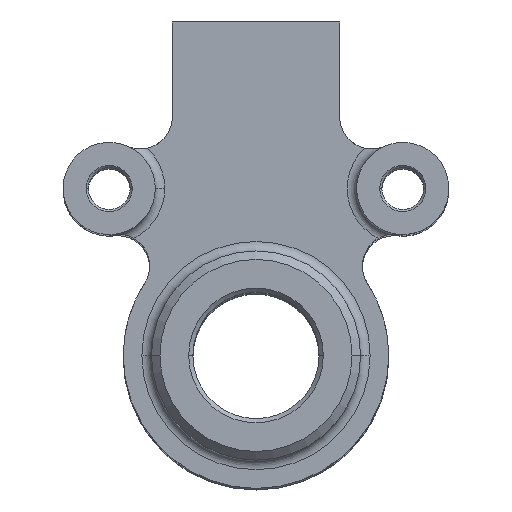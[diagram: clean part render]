
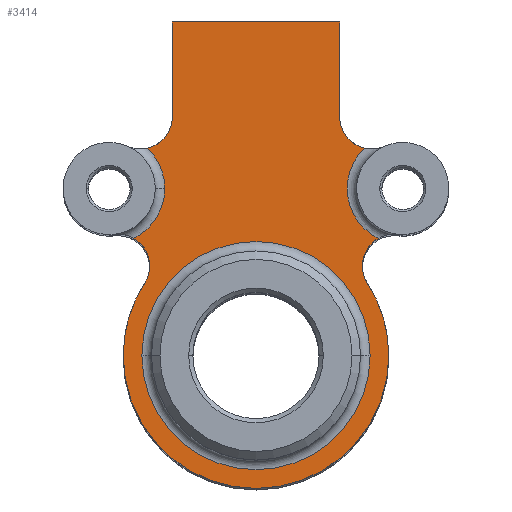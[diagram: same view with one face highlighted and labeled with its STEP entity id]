
A CAD part, top view. The second image highlights one B-rep face of the part: STEP entity #3414.
In plain terms, the highlighted planar face has unit normal (0, 0, 1).
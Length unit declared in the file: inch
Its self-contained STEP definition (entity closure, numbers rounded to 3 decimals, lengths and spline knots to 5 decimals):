
#18 = DIRECTION ( 'NONE',  ( 1., 0., 0. ) ) ;
#19 = ORIENTED_EDGE ( 'NONE', *, *, #2510, .F. ) ;
#37 = VERTEX_POINT ( 'NONE', #3147 ) ;
#38 = CARTESIAN_POINT ( 'NONE',  ( -0.57547, 0.55169, 0.197 ) ) ;
#42 = DIRECTION ( 'NONE',  ( 0., 0., -1. ) ) ;
#47 = VERTEX_POINT ( 'NONE', #305 ) ;
#105 = ORIENTED_EDGE ( 'NONE', *, *, #1374, .T. ) ;
#165 = CARTESIAN_POINT ( 'NONE',  ( 0.544, 1.12266, 0.197 ) ) ;
#184 = CIRCLE ( 'NONE', #2819, 0.625 ) ;
#193 = EDGE_CURVE ( 'NONE', #947, #3516, #1251, .T. ) ;
#215 = CARTESIAN_POINT ( 'NONE',  ( 0.625, 0., 0.197 ) ) ;
#272 = CARTESIAN_POINT ( 'NONE',  ( 0.51111, 0.97631, 0.197 ) ) ;
#287 = CARTESIAN_POINT ( 'NONE',  ( 0.394, 1.57, 0.197 ) ) ;
#305 = CARTESIAN_POINT ( 'NONE',  ( -0.394, 1.57, 0.197 ) ) ;
#309 = DIRECTION ( 'NONE',  ( -1., 0., 0. ) ) ;
#357 = DIRECTION ( 'NONE',  ( 0., 0., 1. ) ) ;
#360 = EDGE_CURVE ( 'NONE', #37, #884, #1568, .T. ) ;
#364 = EDGE_CURVE ( 'NONE', #1940, #751, #1079, .T. ) ;
#381 = VECTOR ( 'NONE', #1519, 39.37008 ) ;
#457 = DIRECTION ( 'NONE',  ( 1., 0., 0. ) ) ;
#475 = DIRECTION ( 'NONE',  ( 0., 0., -1. ) ) ;
#481 = DIRECTION ( 'NONE',  ( 0., 1., 0. ) ) ;
#566 = DIRECTION ( 'NONE',  ( 0., 0., 1. ) ) ;
#577 = AXIS2_PLACEMENT_3D ( 'NONE', #881, #2875, #1168 ) ;
#609 = AXIS2_PLACEMENT_3D ( 'NONE', #3419, #1714, #18 ) ;
#614 = ORIENTED_EDGE ( 'NONE', *, *, #625, .T. ) ;
#625 = EDGE_CURVE ( 'NONE', #37, #1828, #1039, .T. ) ;
#626 = CIRCLE ( 'NONE', #871, 0.2616 ) ;
#664 = EDGE_CURVE ( 'NONE', #3369, #2800, #184, .T. ) ;
#751 = VERTEX_POINT ( 'NONE', #2523 ) ;
#754 = AXIS2_PLACEMENT_3D ( 'NONE', #1742, #42, #2026 ) ;
#766 = CARTESIAN_POINT ( 'NONE',  ( 0.691, 0.78639, 0.197 ) ) ;
#772 = CARTESIAN_POINT ( 'NONE',  ( -0.691, 0.78639, 0.197 ) ) ;
#827 = CARTESIAN_POINT ( 'NONE',  ( 0., 0., 0.197 ) ) ;
#846 = LINE ( 'NONE', #1317, #3027 ) ;
#854 = ORIENTED_EDGE ( 'NONE', *, *, #193, .T. ) ;
#861 = VERTEX_POINT ( 'NONE', #1096 ) ;
#871 = AXIS2_PLACEMENT_3D ( 'NONE', #766, #2758, #1057 ) ;
#874 = DIRECTION ( 'NONE',  ( 0., 0., 1. ) ) ;
#881 = CARTESIAN_POINT ( 'NONE',  ( -0.544, 1.12266, 0.197 ) ) ;
#884 = VERTEX_POINT ( 'NONE', #1446 ) ;
#947 = VERTEX_POINT ( 'NONE', #215 ) ;
#1039 = CIRCLE ( 'NONE', #2633, 0.2616 ) ;
#1057 = DIRECTION ( 'NONE',  ( 1., 0., 0. ) ) ;
#1079 = CIRCLE ( 'NONE', #754, 0.537 ) ;
#1096 = CARTESIAN_POINT ( 'NONE',  ( 0.50025, 0.42166, 0.197 ) ) ;
#1139 = DIRECTION ( 'NONE',  ( 0., 0., -1. ) ) ;
#1168 = DIRECTION ( 'NONE',  ( 1., 0., 0. ) ) ;
#1225 = CARTESIAN_POINT ( 'NONE',  ( -0.394, 0., 0.197 ) ) ;
#1226 = CARTESIAN_POINT ( 'NONE',  ( -0.691, 0.78639, 0.197 ) ) ;
#1251 = CIRCLE ( 'NONE', #2368, 0.625 ) ;
#1284 = CIRCLE ( 'NONE', #2356, 0.15 ) ;
#1300 = VECTOR ( 'NONE', #309, 39.37008 ) ;
#1317 = CARTESIAN_POINT ( 'NONE',  ( 0.394, 0., 0.197 ) ) ;
#1330 = EDGE_CURVE ( 'NONE', #861, #3516, #1823, .T. ) ;
#1354 = VERTEX_POINT ( 'NONE', #272 ) ;
#1371 = CARTESIAN_POINT ( 'NONE',  ( -0.5244, 0.34005, 0.197 ) ) ;
#1374 = EDGE_CURVE ( 'NONE', #751, #1940, #3250, .T. ) ;
#1376 = VERTEX_POINT ( 'NONE', #287 ) ;
#1393 = AXIS2_PLACEMENT_3D ( 'NONE', #827, #2041, #1964 ) ;
#1420 = EDGE_LOOP ( 'NONE', ( #3642, #614, #2235, #2639, #1683, #3520, #854, #2263, #3293, #2023, #2663, #1520, #3443, #19 ) ) ;
#1443 = CIRCLE ( 'NONE', #3252, 0.625 ) ;
#1446 = CARTESIAN_POINT ( 'NONE',  ( -0.394, 1.12266, 0.197 ) ) ;
#1449 = CARTESIAN_POINT ( 'NONE',  ( 0.394, 1.12266, 0.197 ) ) ;
#1504 = CIRCLE ( 'NONE', #3652, 0.15 ) ;
#1519 = DIRECTION ( 'NONE',  ( 0., 1., 0. ) ) ;
#1520 = ORIENTED_EDGE ( 'NONE', *, *, #1674, .T. ) ;
#1522 = DIRECTION ( 'NONE',  ( 1., 0., 0. ) ) ;
#1544 = CARTESIAN_POINT ( 'NONE',  ( 0., 0., 0.197 ) ) ;
#1568 = CIRCLE ( 'NONE', #577, 0.15 ) ;
#1577 = EDGE_CURVE ( 'NONE', #2173, #1354, #1284, .T. ) ;
#1607 = ORIENTED_EDGE ( 'NONE', *, *, #364, .T. ) ;
#1654 = CARTESIAN_POINT ( 'NONE',  ( 0.57547, 0.55169, 0.197 ) ) ;
#1672 = CARTESIAN_POINT ( 'NONE',  ( 0., 0., 0.197 ) ) ;
#1674 = EDGE_CURVE ( 'NONE', #2173, #1376, #846, .T. ) ;
#1683 = ORIENTED_EDGE ( 'NONE', *, *, #664, .T. ) ;
#1687 = PLANE ( 'NONE',  #1393 ) ;
#1714 = DIRECTION ( 'NONE',  ( 0., 0., 1. ) ) ;
#1733 = AXIS2_PLACEMENT_3D ( 'NONE', #1226, #3227, #1522 ) ;
#1742 = CARTESIAN_POINT ( 'NONE',  ( 0., 0., 0.197 ) ) ;
#1753 = CARTESIAN_POINT ( 'NONE',  ( 0.5244, 0.34005, 0.197 ) ) ;
#1773 = CARTESIAN_POINT ( 'NONE',  ( 0., 0., 0.197 ) ) ;
#1821 = DIRECTION ( 'NONE',  ( 1., 0., 0. ) ) ;
#1822 = CARTESIAN_POINT ( 'NONE',  ( -0.4294, 0.78639, 0.197 ) ) ;
#1823 = CIRCLE ( 'NONE', #2422, 0.15 ) ;
#1828 = VERTEX_POINT ( 'NONE', #1822 ) ;
#1888 = LINE ( 'NONE', #1225, #381 ) ;
#1924 = CARTESIAN_POINT ( 'NONE',  ( -0.625, 0., 0.197 ) ) ;
#1939 = DIRECTION ( 'NONE',  ( 1., 0., 0. ) ) ;
#1940 = VERTEX_POINT ( 'NONE', #3574 ) ;
#1964 = DIRECTION ( 'NONE',  ( 1., 0., 0. ) ) ;
#1969 = CIRCLE ( 'NONE', #609, 0.15 ) ;
#1994 = EDGE_CURVE ( 'NONE', #2060, #1354, #626, .T. ) ;
#2008 = CARTESIAN_POINT ( 'NONE',  ( 0., 1.57, 0.197 ) ) ;
#2023 = ORIENTED_EDGE ( 'NONE', *, *, #1994, .T. ) ;
#2026 = DIRECTION ( 'NONE',  ( 1., 0., 0. ) ) ;
#2041 = DIRECTION ( 'NONE',  ( 0., 0., 1. ) ) ;
#2060 = VERTEX_POINT ( 'NONE', #1654 ) ;
#2119 = EDGE_CURVE ( 'NONE', #2060, #861, #1969, .T. ) ;
#2146 = EDGE_CURVE ( 'NONE', #1376, #47, #3492, .T. ) ;
#2162 = DIRECTION ( 'NONE',  ( 0., 0., 1. ) ) ;
#2173 = VERTEX_POINT ( 'NONE', #1449 ) ;
#2235 = ORIENTED_EDGE ( 'NONE', *, *, #3024, .T. ) ;
#2263 = ORIENTED_EDGE ( 'NONE', *, *, #1330, .F. ) ;
#2269 = CARTESIAN_POINT ( 'NONE',  ( 0.65025, 0.42166, 0.197 ) ) ;
#2295 = CIRCLE ( 'NONE', #1733, 0.2616 ) ;
#2356 = AXIS2_PLACEMENT_3D ( 'NONE', #165, #2162, #457 ) ;
#2368 = AXIS2_PLACEMENT_3D ( 'NONE', #1672, #3649, #1939 ) ;
#2392 = EDGE_CURVE ( 'NONE', #3369, #3512, #1504, .T. ) ;
#2422 = AXIS2_PLACEMENT_3D ( 'NONE', #2269, #566, #2554 ) ;
#2510 = EDGE_CURVE ( 'NONE', #884, #47, #1888, .T. ) ;
#2523 = CARTESIAN_POINT ( 'NONE',  ( -0.537, 0., 0.197 ) ) ;
#2554 = DIRECTION ( 'NONE',  ( 1., 0., 0. ) ) ;
#2577 = CARTESIAN_POINT ( 'NONE',  ( -0.65025, 0.42166, 0.197 ) ) ;
#2633 = AXIS2_PLACEMENT_3D ( 'NONE', #772, #475, #2749 ) ;
#2639 = ORIENTED_EDGE ( 'NONE', *, *, #2392, .F. ) ;
#2663 = ORIENTED_EDGE ( 'NONE', *, *, #1577, .F. ) ;
#2709 = EDGE_LOOP ( 'NONE', ( #1607, #105 ) ) ;
#2729 = FACE_BOUND ( 'NONE', #2709, .T. ) ;
#2749 = DIRECTION ( 'NONE',  ( 1., 0., 0. ) ) ;
#2758 = DIRECTION ( 'NONE',  ( 0., 0., -1. ) ) ;
#2797 = AXIS2_PLACEMENT_3D ( 'NONE', #2844, #1139, #3138 ) ;
#2800 = VERTEX_POINT ( 'NONE', #1924 ) ;
#2819 = AXIS2_PLACEMENT_3D ( 'NONE', #1773, #357, #3219 ) ;
#2821 = FACE_OUTER_BOUND ( 'NONE', #1420, .T. ) ;
#2844 = CARTESIAN_POINT ( 'NONE',  ( 0., 0., 0.197 ) ) ;
#2862 = DIRECTION ( 'NONE',  ( 1., 0., 0. ) ) ;
#2875 = DIRECTION ( 'NONE',  ( 0., 0., 1. ) ) ;
#3024 = EDGE_CURVE ( 'NONE', #1828, #3512, #2295, .T. ) ;
#3027 = VECTOR ( 'NONE', #481, 39.37008 ) ;
#3105 = EDGE_CURVE ( 'NONE', #2800, #947, #1443, .T. ) ;
#3138 = DIRECTION ( 'NONE',  ( 1., 0., 0. ) ) ;
#3147 = CARTESIAN_POINT ( 'NONE',  ( -0.51111, 0.97631, 0.197 ) ) ;
#3219 = DIRECTION ( 'NONE',  ( 1., 0., 0. ) ) ;
#3227 = DIRECTION ( 'NONE',  ( 0., 0., -1. ) ) ;
#3250 = CIRCLE ( 'NONE', #2797, 0.537 ) ;
#3252 = AXIS2_PLACEMENT_3D ( 'NONE', #1544, #3524, #1821 ) ;
#3293 = ORIENTED_EDGE ( 'NONE', *, *, #2119, .F. ) ;
#3369 = VERTEX_POINT ( 'NONE', #1371 ) ;
#3414 = ADVANCED_FACE ( 'NONE', ( #2729, #2821 ), #1687, .T. ) ;
#3419 = CARTESIAN_POINT ( 'NONE',  ( 0.65025, 0.42166, 0.197 ) ) ;
#3443 = ORIENTED_EDGE ( 'NONE', *, *, #2146, .T. ) ;
#3492 = LINE ( 'NONE', #2008, #1300 ) ;
#3512 = VERTEX_POINT ( 'NONE', #38 ) ;
#3516 = VERTEX_POINT ( 'NONE', #1753 ) ;
#3520 = ORIENTED_EDGE ( 'NONE', *, *, #3105, .T. ) ;
#3524 = DIRECTION ( 'NONE',  ( 0., 0., 1. ) ) ;
#3574 = CARTESIAN_POINT ( 'NONE',  ( 0.537, 0., 0.197 ) ) ;
#3642 = ORIENTED_EDGE ( 'NONE', *, *, #360, .F. ) ;
#3649 = DIRECTION ( 'NONE',  ( 0., 0., 1. ) ) ;
#3652 = AXIS2_PLACEMENT_3D ( 'NONE', #2577, #874, #2862 ) ;
